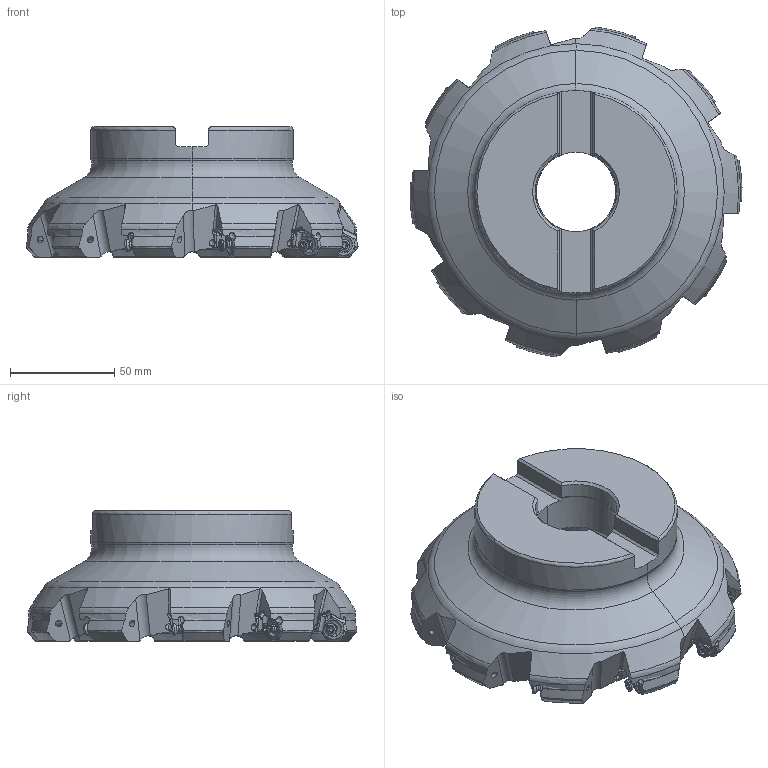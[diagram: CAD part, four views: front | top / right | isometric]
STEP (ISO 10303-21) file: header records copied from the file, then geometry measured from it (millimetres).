
FILE_DESCRIPTION(/* description */ (''),/* implementation_level */ '2;1');
FILE_NAME(/* name */ 'AHX440SUR0610EA.stp',/* time_stamp */ '2017-10-20T17:32:27+09:00',/* author */ (''),/* organization */ (''),/* preprocessor_version */ 'ST-DEVELOPER v16',/* originating_system */ 'SIEMENS PLM Software NX 10.0',/* authorisation */ '');
FILE_SCHEMA (('AUTOMOTIVE_DESIGN { 1 0 10303 214 3 1 1 1 }'));
Length unit declared in the file: millimetre
Products named in the file (1): AHX440SUR0610EA_ASM
Bounding box: 158.95 x 157.77 x 62.35 mm (x, y, z)
Volume: 596215.8 mm3; surface area: 71417.3 mm2
Topology: 11 solids, 11 shells, 1276 faces, 3619 edges, 2355 vertices
Faces by surface type: cylinder 542, plane 290, torus 220, cone 104, extrusion 60, bspline 40, sphere 20
Entity records: 53623 total; most frequent: CARTESIAN_POINT 21435, ORIENTED_EDGE 7198, DIRECTION 6226, EDGE_CURVE 3599, AXIS2_PLACEMENT_3D 2556, VERTEX_POINT 2355, EDGE_LOOP 1328, ADVANCED_FACE 1276
